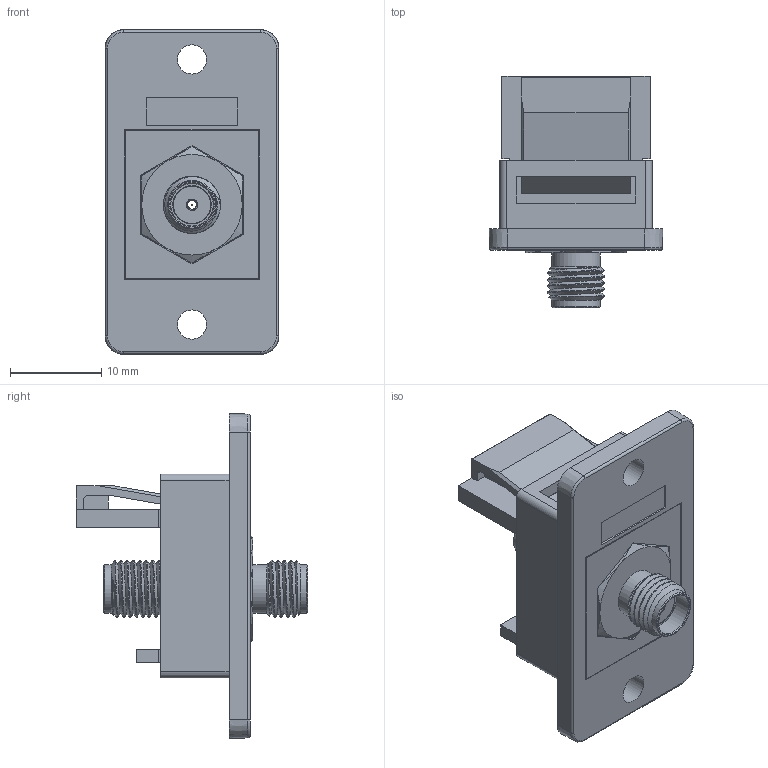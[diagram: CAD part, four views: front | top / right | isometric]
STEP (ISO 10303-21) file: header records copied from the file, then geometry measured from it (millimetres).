
FILE_DESCRIPTION(/* description */ (''),/* implementation_level */ '2;1');
FILE_NAME(/* name */ 'CP30260MBX1.stp',/* time_stamp */ '2025-09-17T14:47:56+01:00',/* author */ ('TOttley'),/* organization */ (''),/* preprocessor_version */ 'ST-DEVELOPER v20',/* originating_system */ 'Autodesk Inventor 2025',/* authorisation */ '');
FILE_SCHEMA (('AUTOMOTIVE_DESIGN { 1 0 10303 214 3 1 1 }'));
Length unit declared in the file: millimetre
Products named in the file (1): Part1
Bounding box: 19 x 25.3 x 35.5 mm (x, y, z)
Volume: 3358 mm3; surface area: 5378.9 mm2
Topology: 1 solids, 2 shells, 278 faces, 739 edges, 476 vertices
Faces by surface type: plane 150, cylinder 58, cone 49, bspline 17, torus 4
Full cylindrical faces by diameter (mm): 0.95 x2, 1.27 x3, 1.5 x1, 3.2 x2, 3.9 x1, 4.1 x4, 4.65 x2, 5.3 x3, 6.25 x19, 9.8 x1
Entity records: 12535 total; most frequent: CARTESIAN_POINT 5515, ORIENTED_EDGE 1478, DIRECTION 1266, EDGE_CURVE 739, VERTEX_POINT 476, LINE 430, VECTOR 430, AXIS2_PLACEMENT_3D 418
